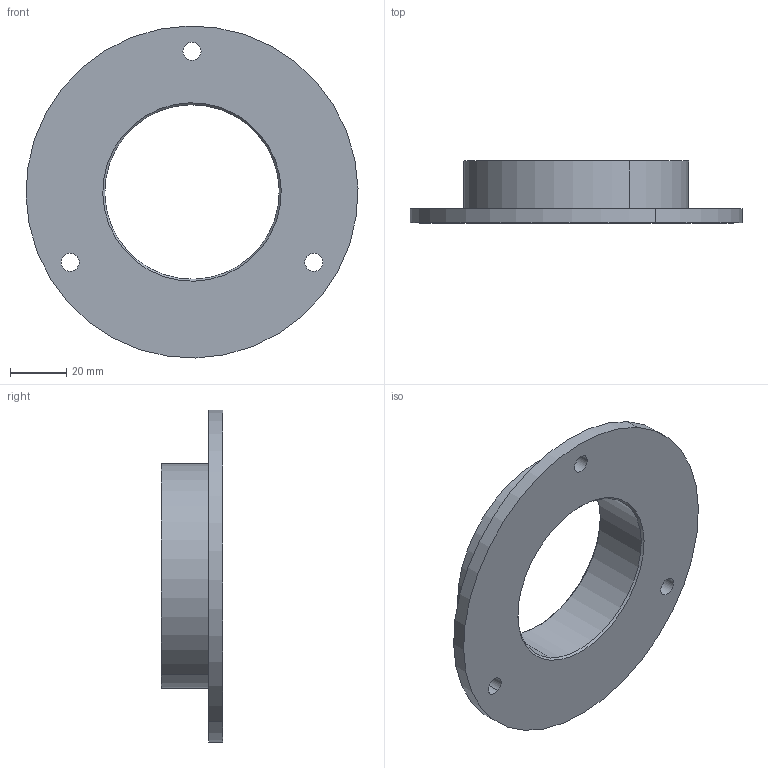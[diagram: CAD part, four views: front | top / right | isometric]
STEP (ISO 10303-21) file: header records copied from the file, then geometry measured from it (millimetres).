
FILE_DESCRIPTION(('CATIA V5 STEP Exchange'),'2;1');
FILE_NAME('EN_01005.stp','2021-11-15T16:11:20+00:00',('none'),('none'),'CATIA Version 5 Release 19 SP 2 (IN-10)','CATIA V5 STEP AP203','none');
FILE_SCHEMA(('CONFIG_CONTROL_DESIGN'));
Length unit declared in the file: millimetre
Products named in the file (1): EN_01005
Bounding box: 117.97 x 22 x 117.97 mm (x, y, z)
Volume: 72725.9 mm3; surface area: 26487.5 mm2
Topology: 1 solids, 1 shells, 21 faces, 48 edges, 30 vertices
Faces by surface type: cylinder 12, cone 4, plane 3, torus 2
Entity records: 587 total; most frequent: ORIENTED_EDGE 96, CARTESIAN_POINT 91, DIRECTION 72, EDGE_CURVE 48, AXIS2_PLACEMENT_3D 45, CIRCLE 32, EDGE_LOOP 30, VERTEX_POINT 30
